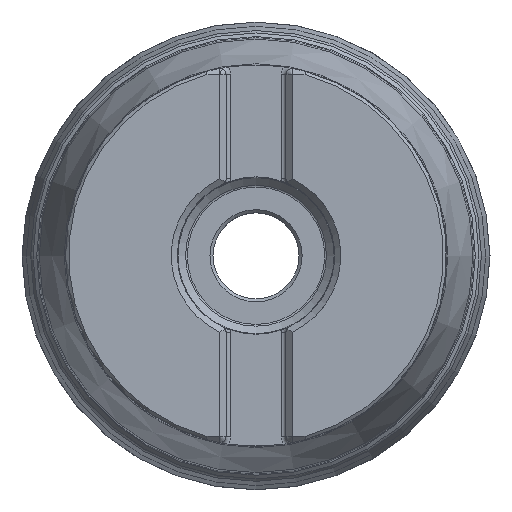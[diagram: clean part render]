
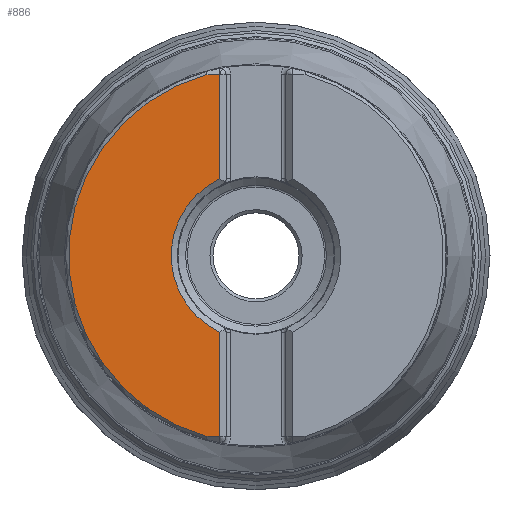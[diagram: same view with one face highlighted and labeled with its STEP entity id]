
A CAD part, top view. The second image highlights one B-rep face of the part: STEP entity #886.
In plain terms, the highlighted planar face has unit normal (0, 0, 1).
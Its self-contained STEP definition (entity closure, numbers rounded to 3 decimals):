
#138=PLANE('',#2179);
#156=FACE_OUTER_BOUND('',#1243,.T.);
#245=LINE('',#3194,#297);
#246=LINE('',#3197,#298);
#247=LINE('',#3201,#299);
#248=LINE('',#3203,#300);
#297=VECTOR('',#2443,1.);
#298=VECTOR('',#2444,1.);
#299=VECTOR('',#2447,1.);
#300=VECTOR('',#2448,1.);
#886=ADVANCED_FACE('',(#156),#138,.F.);
#1243=EDGE_LOOP('',(#1425,#1426,#1427,#1428,#1429,#1430));
#1425=ORIENTED_EDGE('',*,*,#1904,.F.);
#1426=ORIENTED_EDGE('',*,*,#1905,.F.);
#1427=ORIENTED_EDGE('',*,*,#1906,.T.);
#1428=ORIENTED_EDGE('',*,*,#1907,.F.);
#1429=ORIENTED_EDGE('',*,*,#1908,.F.);
#1430=ORIENTED_EDGE('',*,*,#1909,.T.);
#1771=VERTEX_POINT('',#3195);
#1772=VERTEX_POINT('',#3196);
#1773=VERTEX_POINT('',#3198);
#1774=VERTEX_POINT('',#3200);
#1775=VERTEX_POINT('',#3202);
#1776=VERTEX_POINT('',#3204);
#1904=EDGE_CURVE('',#1771,#1772,#245,.T.);
#1905=EDGE_CURVE('',#1773,#1771,#246,.T.);
#1906=EDGE_CURVE('',#1773,#1774,#2075,.T.);
#1907=EDGE_CURVE('',#1775,#1774,#247,.T.);
#1908=EDGE_CURVE('',#1776,#1775,#248,.T.);
#1909=EDGE_CURVE('',#1776,#1772,#2076,.T.);
#2075=CIRCLE('',#2177,13.799);
#2076=CIRCLE('',#2178,30.5);
#2177=AXIS2_PLACEMENT_3D('',#3199,#2445,#2446);
#2178=AXIS2_PLACEMENT_3D('',#3205,#2449,#2450);
#2179=AXIS2_PLACEMENT_3D('',#3206,#2451,#2452);
#2443=DIRECTION('',(-1.,0.,0.));
#2444=DIRECTION('',(0.,-1.,0.));
#2445=DIRECTION('',(0.,0.,-1.));
#2446=DIRECTION('',(-1.,0.,0.));
#2447=DIRECTION('',(0.,-1.,0.));
#2448=DIRECTION('',(1.,0.,0.));
#2449=DIRECTION('',(0.,0.,1.));
#2450=DIRECTION('',(-1.,0.,0.));
#2451=DIRECTION('',(0.,0.,-1.));
#2452=DIRECTION('',(-1.,0.,0.));
#3194=CARTESIAN_POINT('',(5.872,-29.439,0.));
#3195=CARTESIAN_POINT('',(-5.873,-29.439,0.));
#3196=CARTESIAN_POINT('',(-7.976,-29.439,0.));
#3197=CARTESIAN_POINT('',(-5.873,-29.439,0.));
#3198=CARTESIAN_POINT('',(-5.873,-12.487,0.));
#3199=CARTESIAN_POINT('',(0.,0.,0.));
#3200=CARTESIAN_POINT('',(-5.873,12.487,0.));
#3201=CARTESIAN_POINT('',(-5.873,-29.439,0.));
#3202=CARTESIAN_POINT('',(-5.873,29.439,0.));
#3203=CARTESIAN_POINT('',(5.872,29.439,0.));
#3204=CARTESIAN_POINT('',(-7.976,29.439,0.));
#3205=CARTESIAN_POINT('',(0.,0.,0.));
#3206=CARTESIAN_POINT('',(0.,0.,0.));
